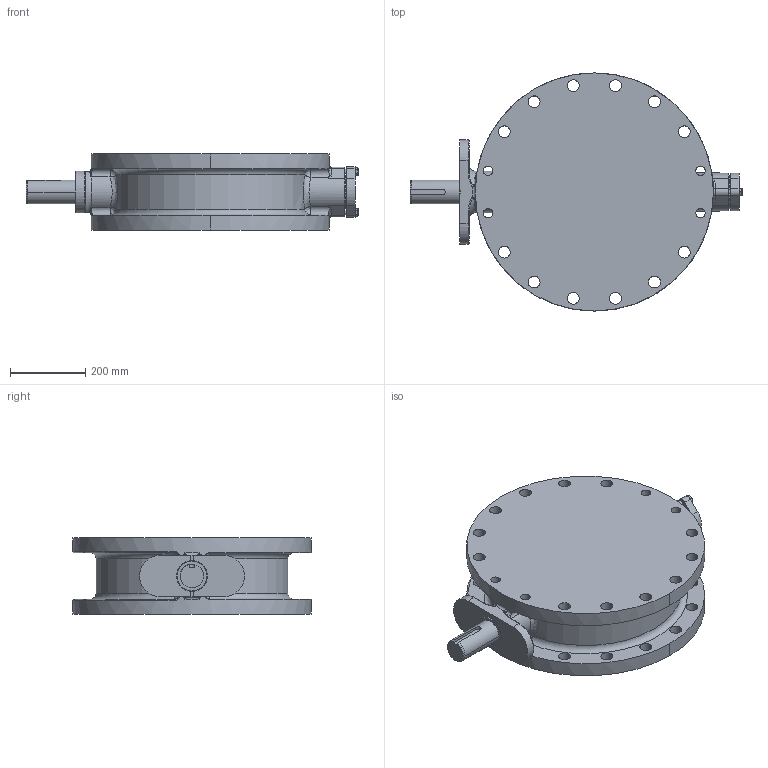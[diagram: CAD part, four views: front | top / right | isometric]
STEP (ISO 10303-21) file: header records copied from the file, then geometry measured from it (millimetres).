
FILE_DESCRIPTION((''),'2;1');
FILE_NAME('A2018_SW0001','2020-08-28T13:15:43',('tomb'),(''),'CREO PARAMETRIC BY PTC INC, 2020053','CREO PARAMETRIC BY PTC INC, 2020053','');
FILE_SCHEMA(('CONFIG_CONTROL_DESIGN'));
Length unit declared in the file: inch
Products named in the file (1): A2018_SW0001
Bounding box: 885.24 x 635 x 203.2 mm (x, y, z)
Volume: 53057414.4 mm3; surface area: 1409282.4 mm2
Topology: 1 solids, 1 shells, 247 faces, 665 edges, 424 vertices
Faces by surface type: cylinder 117, plane 55, bspline 46, cone 17, torus 12
Entity records: 12143 total; most frequent: CARTESIAN_POINT 6117, ORIENTED_EDGE 1330, DIRECTION 1133, EDGE_CURVE 665, AXIS2_PLACEMENT_3D 458, VERTEX_POINT 424, EDGE_LOOP 319, CIRCLE 257
